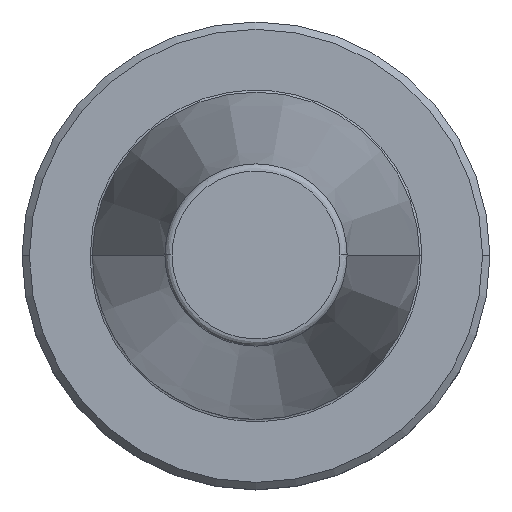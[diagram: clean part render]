
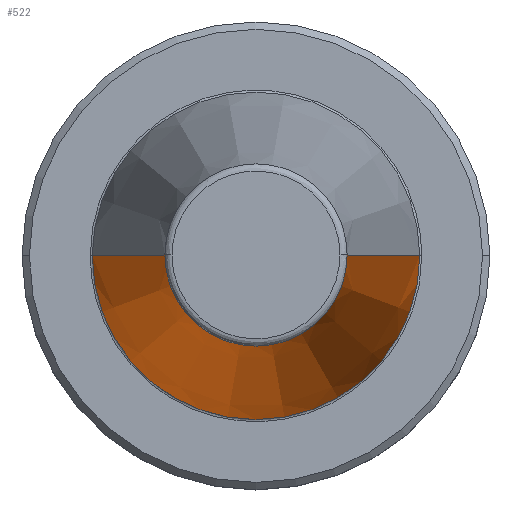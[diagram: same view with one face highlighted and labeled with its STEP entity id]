
A CAD part, top view. The second image highlights one B-rep face of the part: STEP entity #522.
In plain terms, the highlighted conical face has half-angle 8.297 degrees and reference radius 22.225 mm.
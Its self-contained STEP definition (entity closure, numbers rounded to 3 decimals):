
#19 = VERTEX_POINT ( 'NONE', #954 ) ;
#98 = ORIENTED_EDGE ( 'NONE', *, *, #552, .T. ) ;
#105 = EDGE_CURVE ( 'NONE', #19, #489, #435, .T. ) ;
#159 = CARTESIAN_POINT ( 'NONE',  ( 22.225, 0., 0. ) ) ;
#204 = AXIS2_PLACEMENT_3D ( 'NONE', #919, #918, #916 ) ;
#214 = CONICAL_SURFACE ( 'NONE', #354, 22.225, 0.145 ) ;
#224 = VERTEX_POINT ( 'NONE', #524 ) ;
#287 = FACE_OUTER_BOUND ( 'NONE', #477, .T. ) ;
#305 = AXIS2_PLACEMENT_3D ( 'NONE', #394, #389, #392 ) ;
#314 = VECTOR ( 'NONE', #905, 1000. ) ;
#354 = AXIS2_PLACEMENT_3D ( 'NONE', #406, #423, #420 ) ;
#389 = DIRECTION ( 'NONE',  ( 0., 0., -1. ) ) ;
#392 = DIRECTION ( 'NONE',  ( -1., 0., 0. ) ) ;
#394 = CARTESIAN_POINT ( 'NONE',  ( 0., 0., 67.544 ) ) ;
#406 = CARTESIAN_POINT ( 'NONE',  ( 0., 0., 0. ) ) ;
#420 = DIRECTION ( 'NONE',  ( -1., 0., 0. ) ) ;
#423 = DIRECTION ( 'NONE',  ( 0., 0., -1. ) ) ;
#429 = CARTESIAN_POINT ( 'NONE',  ( -22.225, 0., 0. ) ) ;
#435 = LINE ( 'NONE', #1060, #1399 ) ;
#477 = EDGE_LOOP ( 'NONE', ( #1501, #98, #1268, #1315 ) ) ;
#489 = VERTEX_POINT ( 'NONE', #429 ) ;
#522 = ADVANCED_FACE ( 'NONE', ( #287 ), #214, .T. ) ;
#524 = CARTESIAN_POINT ( 'NONE',  ( 12.375, 0., 67.544 ) ) ;
#530 = CIRCLE ( 'NONE', #305, 12.375 ) ;
#552 = EDGE_CURVE ( 'NONE', #224, #19, #530, .T. ) ;
#742 = DIRECTION ( 'NONE',  ( -0.144, 0., -0.99 ) ) ;
#871 = VERTEX_POINT ( 'NONE', #159 ) ;
#904 = CARTESIAN_POINT ( 'NONE',  ( 22.225, 0., 0. ) ) ;
#905 = DIRECTION ( 'NONE',  ( 0.144, 0., -0.99 ) ) ;
#916 = DIRECTION ( 'NONE',  ( 1., 0., 0. ) ) ;
#918 = DIRECTION ( 'NONE',  ( 0., 0., -1. ) ) ;
#919 = CARTESIAN_POINT ( 'NONE',  ( 0., 0., 0. ) ) ;
#954 = CARTESIAN_POINT ( 'NONE',  ( -12.375, 0., 67.544 ) ) ;
#1060 = CARTESIAN_POINT ( 'NONE',  ( -22.225, 0., 0. ) ) ;
#1130 = CIRCLE ( 'NONE', #204, 22.225 ) ;
#1268 = ORIENTED_EDGE ( 'NONE', *, *, #105, .T. ) ;
#1311 = LINE ( 'NONE', #904, #314 ) ;
#1315 = ORIENTED_EDGE ( 'NONE', *, *, #1337, .F. ) ;
#1337 = EDGE_CURVE ( 'NONE', #871, #489, #1130, .T. ) ;
#1399 = VECTOR ( 'NONE', #742, 1000. ) ;
#1434 = EDGE_CURVE ( 'NONE', #224, #871, #1311, .T. ) ;
#1501 = ORIENTED_EDGE ( 'NONE', *, *, #1434, .F. ) ;
